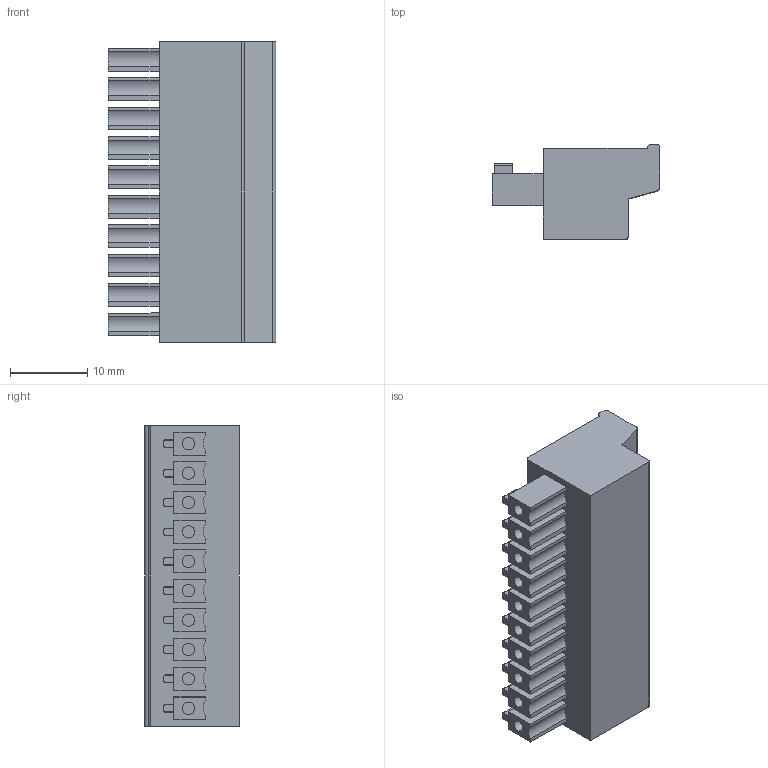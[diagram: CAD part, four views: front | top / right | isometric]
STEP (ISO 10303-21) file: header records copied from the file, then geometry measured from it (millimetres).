
FILE_DESCRIPTION (( 'STEP AP214' ), '1' );
FILE_NAME ('P1-10 RTB.STEP', '2017-09-27T00:08:53', ( '' ), ( '' ), 'SwSTEP 2.0', 'SolidWorks 2016', '' );
FILE_SCHEMA (( 'AUTOMOTIVE_DESIGN' ));
Length unit declared in the file: millimetre
Products named in the file (1): P1-10 RTB
Bounding box: 21.71 x 12.3 x 38.89 mm (x, y, z)
Volume: 6249.4 mm3; surface area: 4318.6 mm2
Topology: 1 solids, 1 shells, 456 faces, 1161 edges, 774 vertices
Faces by surface type: plane 303, bspline 78, cylinder 75
Entity records: 19522 total; most frequent: CARTESIAN_POINT 6489, ORIENTED_EDGE 2322, DIRECTION 1873, EDGE_CURVE 1161, VECTOR 815, LINE 815, VERTEX_POINT 774, AXIS2_PLACEMENT_3D 529
